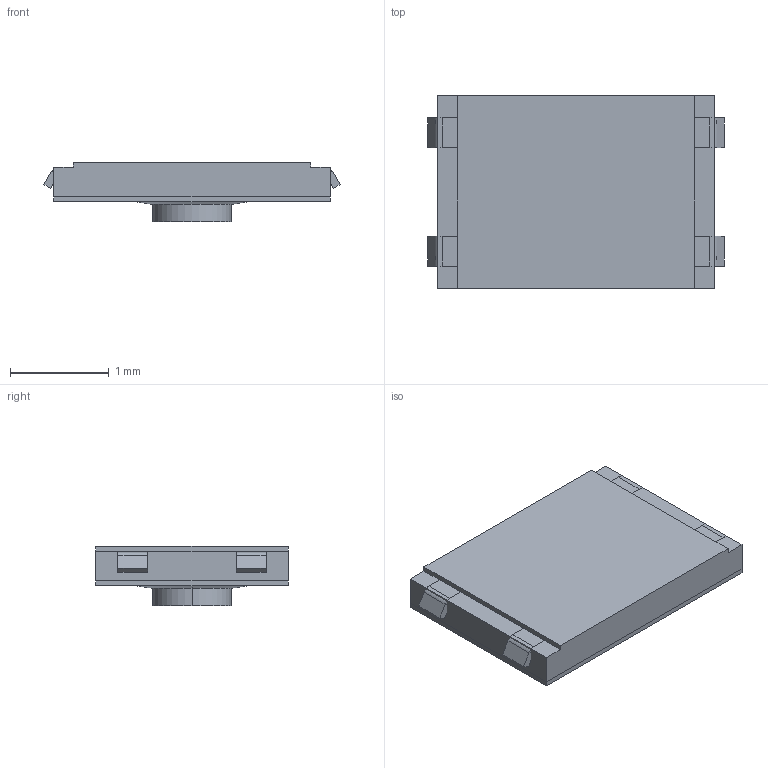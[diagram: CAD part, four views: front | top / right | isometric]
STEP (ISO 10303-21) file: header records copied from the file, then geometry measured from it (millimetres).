
FILE_DESCRIPTION((''),'2;1');
FILE_NAME('TSKH-281955_ASM','2017-08-31T',('clc'),(''),'CREO PARAMETRIC BY PTC INC, 2014190','CREO PARAMETRIC BY PTC INC, 2014190','');
FILE_SCHEMA(('CONFIG_CONTROL_DESIGN'));
Length unit declared in the file: millimetre
Products named in the file (6): BASE; DOWN; STEM; TAPE; TER; TSKH-281955_ASM
Assembly tree (5 placements, depth 2):
  TSKH-281955_ASM
    BASE
    DOWN
    STEM
    TAPE
    TER
Bounding box: 3 x 1.95 x 0.6 mm (x, y, z)
Volume: 2 mm3; surface area: 39.8 mm2
Topology: 6 solids, 6 shells, 88 faces, 190 edges, 111 vertices
Faces by surface type: plane 64, cylinder 14, sphere 10
Entity records: 2449 total; most frequent: DIRECTION 436, CARTESIAN_POINT 394, ORIENTED_EDGE 368, EDGE_CURVE 184, AXIS2_PLACEMENT_3D 153, VECTOR 130, LINE 130, VERTEX_POINT 111
